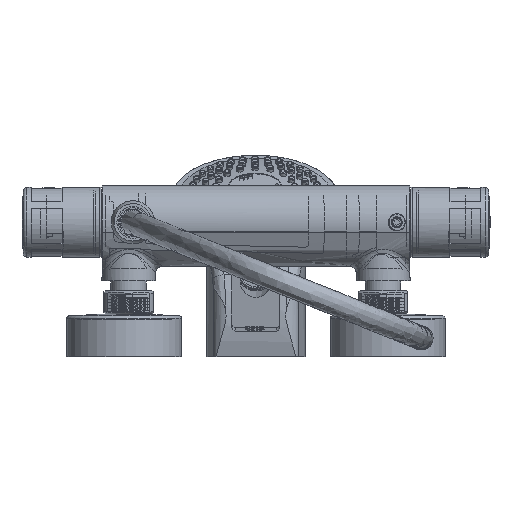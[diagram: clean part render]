
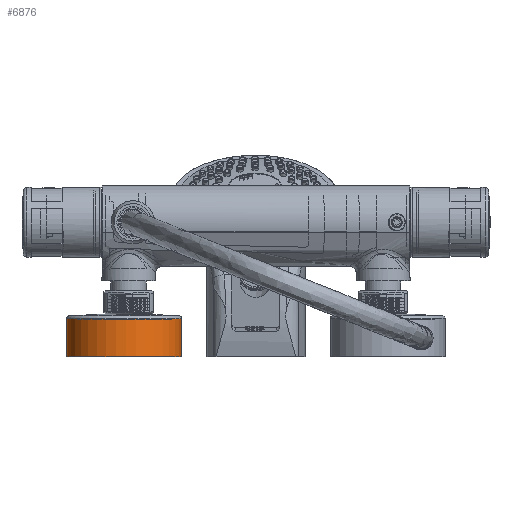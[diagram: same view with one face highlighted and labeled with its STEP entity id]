
A CAD part, front view. The second image highlights one B-rep face of the part: STEP entity #6876.
In plain terms, the highlighted cylindrical face has radius 33.75 mm (diameter 67.5 mm), a full revolution.
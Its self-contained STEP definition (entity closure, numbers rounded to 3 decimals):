
#771 = CARTESIAN_POINT ( 'NONE',  ( 12.906, 0.366, -56.305 ) ) ;
#918 = DIRECTION ( 'NONE',  ( 0., 0., 1. ) ) ;
#1001 = AXIS2_PLACEMENT_3D ( 'NONE', #771, #918, #39688 ) ;
#1079 = DIRECTION ( 'NONE',  ( 0.524, -0.852, 0. ) ) ;
#1301 = EDGE_CURVE ( 'NONE', #16979, #16979, #7201, .T. ) ;
#2894 = ORIENTED_EDGE ( 'NONE', *, *, #1301, .T. ) ;
#3931 = EDGE_LOOP ( 'NONE', ( #2894 ) ) ;
#3999 = AXIS2_PLACEMENT_3D ( 'NONE', #22113, #11389, #1079 ) ;
#4363 = AXIS2_PLACEMENT_3D ( 'NONE', #37668, #23453, #12416 ) ;
#6876 = ADVANCED_FACE ( 'NONE', ( #7501, #9694 ), #14607, .T. ) ;
#7201 = CIRCLE ( 'NONE', #4363, 33.75 ) ;
#7501 = FACE_OUTER_BOUND ( 'NONE', #3931, .T. ) ;
#9694 = FACE_OUTER_BOUND ( 'NONE', #17857, .T. ) ;
#11389 = DIRECTION ( 'NONE',  ( 0., 0., 1. ) ) ;
#12416 = DIRECTION ( 'NONE',  ( 0.524, -0.852, 0. ) ) ;
#13017 = CIRCLE ( 'NONE', #1001, 33.75 ) ;
#14607 = CYLINDRICAL_SURFACE ( 'NONE', #3999, 33.75 ) ;
#14935 = CARTESIAN_POINT ( 'NONE',  ( 30.6, -28.374, -78.686 ) ) ;
#16979 = VERTEX_POINT ( 'NONE', #14935 ) ;
#17241 = CARTESIAN_POINT ( 'NONE',  ( 30.6, -28.374, -56.305 ) ) ;
#17857 = EDGE_LOOP ( 'NONE', ( #31862 ) ) ;
#18393 = EDGE_CURVE ( 'NONE', #23136, #23136, #13017, .T. ) ;
#22113 = CARTESIAN_POINT ( 'NONE',  ( 12.906, 0.366, -51.205 ) ) ;
#23136 = VERTEX_POINT ( 'NONE', #17241 ) ;
#23453 = DIRECTION ( 'NONE',  ( 0., 0., 1. ) ) ;
#31862 = ORIENTED_EDGE ( 'NONE', *, *, #18393, .F. ) ;
#37668 = CARTESIAN_POINT ( 'NONE',  ( 12.906, 0.366, -78.686 ) ) ;
#39688 = DIRECTION ( 'NONE',  ( 0.524, -0.852, 0. ) ) ;
